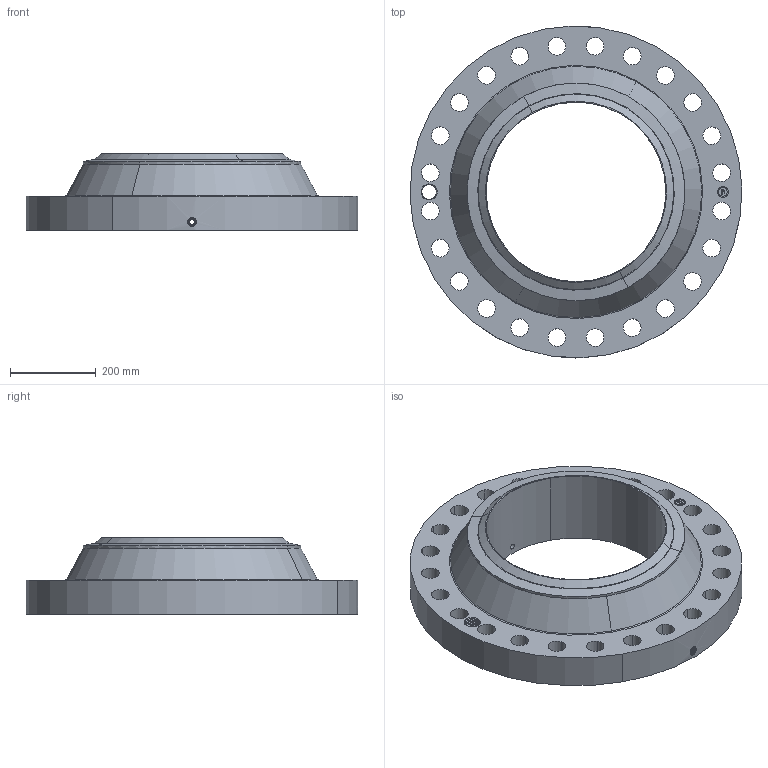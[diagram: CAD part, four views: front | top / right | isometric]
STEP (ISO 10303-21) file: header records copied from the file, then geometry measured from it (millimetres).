
FILE_DESCRIPTION(('3D STEP'),'2;1');
FILE_NAME('20-400-RTJ-WELD-NECK-140-ORIF-FLANGE.stp','2013-10-21T08:00:17+00:00',('Texas Flange'),(''),'CATIA Version 5 Release 20 SP 6 (IN-10)','CATIA V5 STEP AP214','800-826-3801');
FILE_SCHEMA(('AUTOMOTIVE_DESIGN { 1 0 10303 214 1 1 1 1 }'));
Length unit declared in the file: inch
Products named in the file (1): 20-400-RTJ-WELD-NECK-140-ORIF-FLANGE
Bounding box: 774.48 x 774.7 x 177.67 mm (x, y, z)
Volume: 31738245.4 mm3; surface area: 1418357.3 mm2
Topology: 1 solids, 1 shells, 835 faces, 2267 edges, 1454 vertices
Faces by surface type: plane 370, bspline 267, cylinder 131, cone 55, torus 8, revolution 4
Entity records: 35234 total; most frequent: CARTESIAN_POINT 14648, ORIENTED_EDGE 4534, EDGE_CURVE 2267, DIRECTION 2234, VERTEX_POINT 1454, VECTOR 1225, LINE 1225, EDGE_LOOP 911
